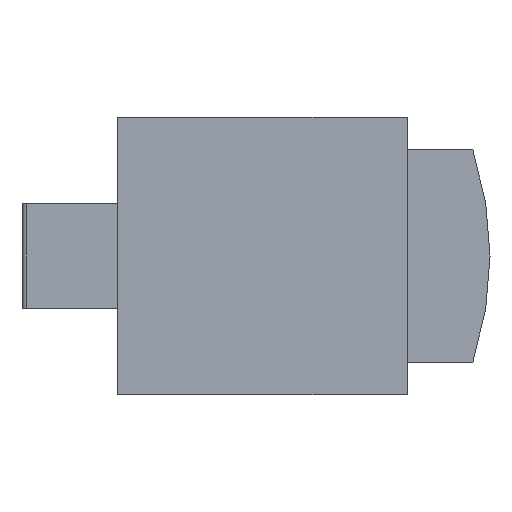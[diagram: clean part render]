
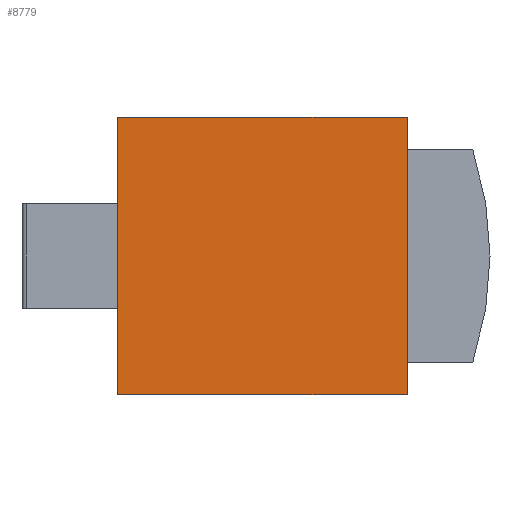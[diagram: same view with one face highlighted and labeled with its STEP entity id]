
A CAD part, front view. The second image highlights one B-rep face of the part: STEP entity #8779.
In plain terms, the highlighted planar face has unit normal (0, -1, 0).
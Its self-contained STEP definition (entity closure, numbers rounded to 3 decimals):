
#166=PLANE('',#9293);
#1339=ORIENTED_EDGE('',*,*,#2457,.F.);
#1340=ORIENTED_EDGE('',*,*,#2571,.F.);
#1341=ORIENTED_EDGE('',*,*,#2795,.F.);
#1342=ORIENTED_EDGE('',*,*,#2591,.F.);
#2457=EDGE_CURVE('',#3371,#3372,#3980,.T.);
#2571=EDGE_CURVE('',#3454,#3371,#4086,.T.);
#2591=EDGE_CURVE('',#3372,#3471,#4101,.T.);
#2795=EDGE_CURVE('',#3471,#3454,#4190,.T.);
#3371=VERTEX_POINT('',#11557);
#3372=VERTEX_POINT('',#11559);
#3454=VERTEX_POINT('',#11779);
#3471=VERTEX_POINT('',#11819);
#3980=LINE('',#11558,#4658);
#4086=LINE('',#11780,#4764);
#4101=LINE('',#11818,#4779);
#4190=LINE('',#12323,#4868);
#4658=VECTOR('',#9663,1000.);
#4764=VECTOR('',#9835,1000.);
#4779=VECTOR('',#9864,1000.);
#4868=VECTOR('',#10251,1000.);
#5429=EDGE_LOOP('',(#1339,#1340,#1341,#1342));
#5835=FACE_BOUND('',#5429,.T.);
#8779=ADVANCED_FACE('',(#5835),#166,.F.);
#9293=AXIS2_PLACEMENT_3D('',#12645,#10518,#10519);
#9663=DIRECTION('',(0.,0.,1.));
#9835=DIRECTION('',(-1.,0.,0.));
#9864=DIRECTION('',(1.,0.,0.));
#10251=DIRECTION('',(0.,0.,-1.));
#10518=DIRECTION('',(0.,1.,0.));
#10519=DIRECTION('',(0.,0.,1.));
#11557=CARTESIAN_POINT('',(-21.,-31.5,-20.1));
#11558=CARTESIAN_POINT('',(-21.,-31.5,-20.1));
#11559=CARTESIAN_POINT('',(-21.,-31.5,20.1));
#11779=CARTESIAN_POINT('',(21.,-31.5,-20.1));
#11780=CARTESIAN_POINT('',(21.,-31.5,-20.1));
#11818=CARTESIAN_POINT('',(-21.,-31.5,20.1));
#11819=CARTESIAN_POINT('',(21.,-31.5,20.1));
#12323=CARTESIAN_POINT('',(21.,-31.5,20.1));
#12645=CARTESIAN_POINT('',(0.,-31.5,0.));
